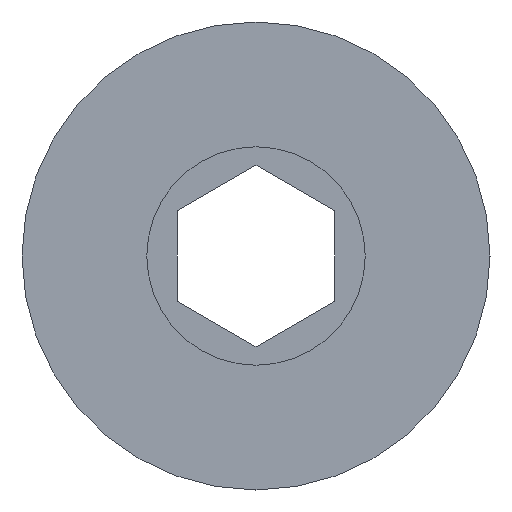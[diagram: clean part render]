
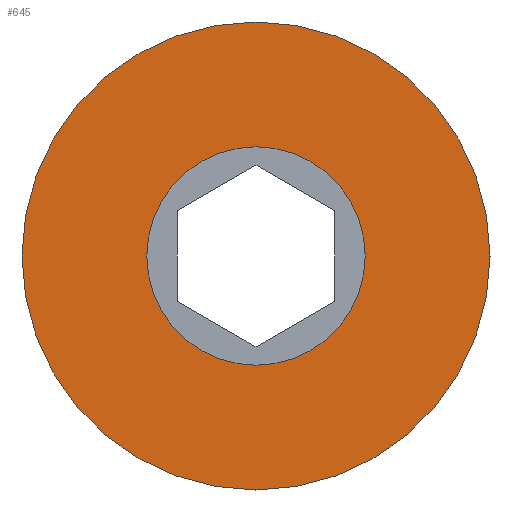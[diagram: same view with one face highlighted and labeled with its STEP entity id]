
A CAD part, left-side view. The second image highlights one B-rep face of the part: STEP entity #645.
In plain terms, the highlighted planar face has unit normal (-1, 0, 0).
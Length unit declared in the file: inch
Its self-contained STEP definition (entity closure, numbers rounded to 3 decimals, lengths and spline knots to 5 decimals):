
#19 = CARTESIAN_POINT ( 'NONE',  ( -0.40625, 0., 0. ) ) ;
#29 = ORIENTED_EDGE ( 'NONE', *, *, #549, .F. ) ;
#89 = CARTESIAN_POINT ( 'NONE',  ( -0.40625, 0., 0.35 ) ) ;
#91 = EDGE_LOOP ( 'NONE', ( #315, #183 ) ) ;
#99 = CIRCLE ( 'NONE', #632, 0.35 ) ;
#142 = CIRCLE ( 'NONE', #801, 0.75 ) ;
#169 = DIRECTION ( 'NONE',  ( 0., 0., 1. ) ) ;
#183 = ORIENTED_EDGE ( 'NONE', *, *, #366, .T. ) ;
#231 = FACE_BOUND ( 'NONE', #535, .T. ) ;
#234 = VERTEX_POINT ( 'NONE', #364 ) ;
#238 = DIRECTION ( 'NONE',  ( -1., 0., 0. ) ) ;
#272 = FACE_OUTER_BOUND ( 'NONE', #91, .T. ) ;
#286 = CIRCLE ( 'NONE', #836, 0.75 ) ;
#313 = CARTESIAN_POINT ( 'NONE',  ( -0.40625, 0., 0. ) ) ;
#315 = ORIENTED_EDGE ( 'NONE', *, *, #453, .T. ) ;
#331 = DIRECTION ( 'NONE',  ( 0., 0., 1. ) ) ;
#345 = DIRECTION ( 'NONE',  ( 1., 0., 0. ) ) ;
#364 = CARTESIAN_POINT ( 'NONE',  ( -0.40625, 0., 0.75 ) ) ;
#366 = EDGE_CURVE ( 'NONE', #515, #234, #142, .T. ) ;
#374 = DIRECTION ( 'NONE',  ( -1., 0., 0. ) ) ;
#406 = PLANE ( 'NONE',  #619 ) ;
#439 = CARTESIAN_POINT ( 'NONE',  ( -0.40625, 0., -0.35 ) ) ;
#446 = VERTEX_POINT ( 'NONE', #89 ) ;
#453 = EDGE_CURVE ( 'NONE', #234, #515, #286, .T. ) ;
#467 = EDGE_CURVE ( 'NONE', #446, #901, #99, .T. ) ;
#515 = VERTEX_POINT ( 'NONE', #677 ) ;
#535 = EDGE_LOOP ( 'NONE', ( #547, #29 ) ) ;
#547 = ORIENTED_EDGE ( 'NONE', *, *, #467, .F. ) ;
#549 = EDGE_CURVE ( 'NONE', #901, #446, #899, .T. ) ;
#553 = CARTESIAN_POINT ( 'NONE',  ( -0.40625, 0., 0. ) ) ;
#598 = DIRECTION ( 'NONE',  ( -1., 0., 0. ) ) ;
#619 = AXIS2_PLACEMENT_3D ( 'NONE', #642, #345, #705 ) ;
#632 = AXIS2_PLACEMENT_3D ( 'NONE', #19, #598, #169 ) ;
#642 = CARTESIAN_POINT ( 'NONE',  ( -0.40625, 0., -0.35 ) ) ;
#645 = ADVANCED_FACE ( 'NONE', ( #231, #272 ), #406, .F. ) ;
#666 = DIRECTION ( 'NONE',  ( 0., 0., 1. ) ) ;
#677 = CARTESIAN_POINT ( 'NONE',  ( -0.40625, 0., -0.75 ) ) ;
#705 = DIRECTION ( 'NONE',  ( 0., 0., -1. ) ) ;
#741 = DIRECTION ( 'NONE',  ( 0., 0., 1. ) ) ;
#801 = AXIS2_PLACEMENT_3D ( 'NONE', #313, #374, #741 ) ;
#805 = CARTESIAN_POINT ( 'NONE',  ( -0.40625, 0., 0. ) ) ;
#836 = AXIS2_PLACEMENT_3D ( 'NONE', #805, #238, #666 ) ;
#899 = CIRCLE ( 'NONE', #936, 0.35 ) ;
#901 = VERTEX_POINT ( 'NONE', #439 ) ;
#909 = DIRECTION ( 'NONE',  ( -1., 0., 0. ) ) ;
#936 = AXIS2_PLACEMENT_3D ( 'NONE', #553, #909, #331 ) ;
